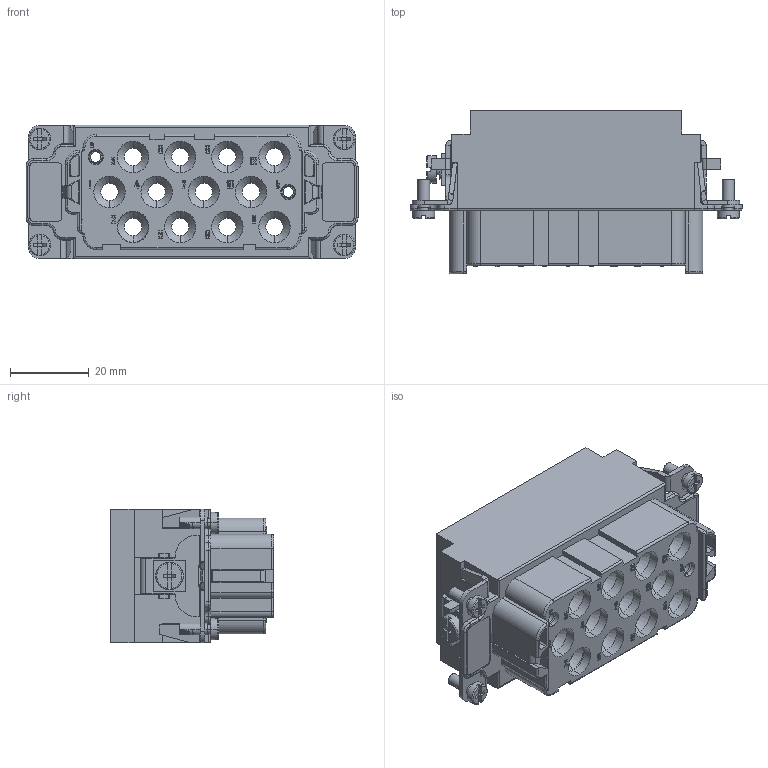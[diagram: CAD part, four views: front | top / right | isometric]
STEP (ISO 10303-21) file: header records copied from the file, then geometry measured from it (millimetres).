
FILE_DESCRIPTION((''),'2;1');
FILE_NAME('MD_09320123101_R29225__________','2017-09-06T',('tl.yang'),(''),'PRO/ENGINEER BY PARAMETRIC TECHNOLOGY CORPORATION, 2011500','PRO/ENGINEER BY PARAMETRIC TECHNOLOGY CORPORATION, 2011500','');
FILE_SCHEMA(('CONFIG_CONTROL_DESIGN'));
Products named in the file (1): MD_09320123101_R29225__________
Bounding box: 84.5 x 41.6 x 34 mm (x, y, z)
Volume: 61833.3 mm3; surface area: 27297.7 mm2
Topology: 1 solids, 1 shells, 1738 faces, 4755 edges, 3111 vertices
Faces by surface type: plane 1242, cylinder 323, bspline 66, cone 63, torus 42, extrusion 2
Entity records: 57555 total; most frequent: CARTESIAN_POINT 13366, ORIENTED_EDGE 9510, DIRECTION 8602, EDGE_CURVE 4755, VECTOR 3726, LINE 3724, VERTEX_POINT 3111, AXIS2_PLACEMENT_3D 2438
